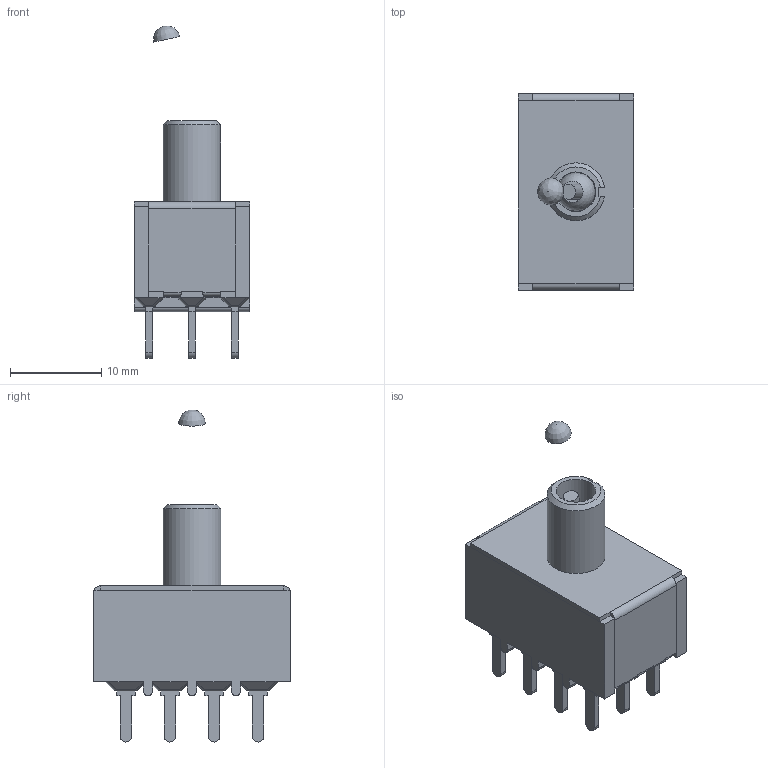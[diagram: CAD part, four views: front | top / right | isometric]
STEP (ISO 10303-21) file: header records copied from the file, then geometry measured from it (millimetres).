
FILE_DESCRIPTION(/* description */ (''),/* implementation_level */ '2;1');
FILE_NAME(/* name */ '1004PxT1B1M2xE.stp',/* time_stamp */ '2023-11-29T08:38:25-06:00',/* author */ ('mwilliams'),/* organization */ (''),/* preprocessor_version */ 'ST-DEVELOPER v18.1',/* originating_system */ 'Autodesk Inventor 2022',/* authorisation */ '');
FILE_SCHEMA (('AUTOMOTIVE_DESIGN { 1 0 10303 214 3 1 1 }'));
Length unit declared in the file: inch
Products named in the file (1): T141001_Simplify_1
Bounding box: 12.7 x 21.59 x 36.41 mm (x, y, z)
Volume: 3342.5 mm3; surface area: 2215.1 mm2
Topology: 1 solids, 1 shells, 462 faces, 1194 edges, 704 vertices
Faces by surface type: plane 285, cylinder 124, sphere 49, cone 3, bspline 1
Full cylindrical faces by diameter (mm): 1.65 x1, 4.35 x1
Entity records: 13551 total; most frequent: CARTESIAN_POINT 2382, DIRECTION 2348, ORIENTED_EDGE 2292, EDGE_CURVE 1146, LINE 862, VECTOR 862, AXIS2_PLACEMENT_3D 743, VERTEX_POINT 704
